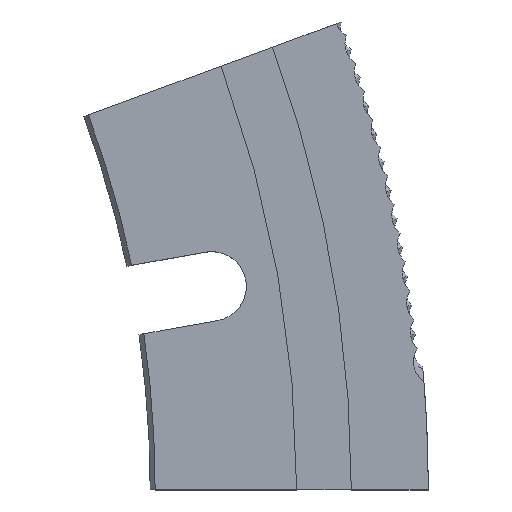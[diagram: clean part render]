
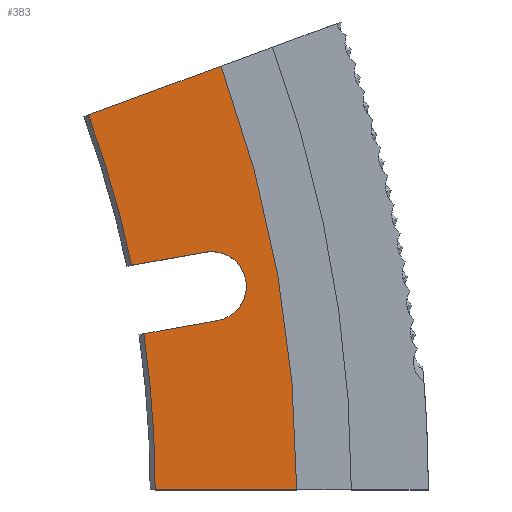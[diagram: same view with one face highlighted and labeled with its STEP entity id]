
A CAD part, top view. The second image highlights one B-rep face of the part: STEP entity #383.
In plain terms, the highlighted planar face has unit normal (0, 0, 1).
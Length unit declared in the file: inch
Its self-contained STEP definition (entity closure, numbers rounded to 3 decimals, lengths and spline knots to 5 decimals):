
#32 = ORIENTED_EDGE ( 'NONE', *, *, #609, .T. ) ;
#71 = VERTEX_POINT ( 'NONE', #1370 ) ;
#96 = EDGE_CURVE ( 'NONE', #71, #2067, #545, .T. ) ;
#103 = VERTEX_POINT ( 'NONE', #891 ) ;
#148 = ORIENTED_EDGE ( 'NONE', *, *, #1416, .T. ) ;
#181 = ORIENTED_EDGE ( 'NONE', *, *, #940, .F. ) ;
#190 = VERTEX_POINT ( 'NONE', #821 ) ;
#209 = DIRECTION ( 'NONE',  ( 1., 0., 0. ) ) ;
#279 = CIRCLE ( 'NONE', #1525, 0.21875 ) ;
#290 = VECTOR ( 'NONE', #591, 39.37008 ) ;
#324 = CIRCLE ( 'NONE', #2181, 0.21875 ) ;
#379 = VERTEX_POINT ( 'NONE', #1240 ) ;
#383 = ADVANCED_FACE ( 'NONE', ( #1615 ), #2108, .T. ) ;
#399 = ORIENTED_EDGE ( 'NONE', *, *, #914, .F. ) ;
#450 = CARTESIAN_POINT ( 'NONE',  ( 7.25977, 2.66799, 0. ) ) ;
#453 = ORIENTED_EDGE ( 'NONE', *, *, #2208, .T. ) ;
#468 = CARTESIAN_POINT ( 'NONE',  ( 0., 0., 0. ) ) ;
#545 = LINE ( 'NONE', #1219, #1146 ) ;
#591 = DIRECTION ( 'NONE',  ( -0.985, -0.175, 0. ) ) ;
#607 = DIRECTION ( 'NONE',  ( 0., 0., 1. ) ) ;
#609 = EDGE_CURVE ( 'NONE', #1196, #379, #962, .T. ) ;
#635 = LINE ( 'NONE', #658, #1118 ) ;
#658 = CARTESIAN_POINT ( 'NONE',  ( 7.23774, 1.06565, 0. ) ) ;
#659 = DIRECTION ( 'NONE',  ( 1., 0., 0. ) ) ;
#735 = CARTESIAN_POINT ( 'NONE',  ( 6.42346, 2.36064, 0. ) ) ;
#821 = CARTESIAN_POINT ( 'NONE',  ( 7.41817, 1.28102, 0. ) ) ;
#877 = ORIENTED_EDGE ( 'NONE', *, *, #1161, .F. ) ;
#891 = CARTESIAN_POINT ( 'NONE',  ( 7.23774, 1.06565, 0. ) ) ;
#914 = EDGE_CURVE ( 'NONE', #1022, #2067, #2176, .T. ) ;
#940 = EDGE_CURVE ( 'NONE', #190, #1290, #324, .T. ) ;
#945 = CARTESIAN_POINT ( 'NONE',  ( 0., 0., 0. ) ) ;
#962 = CIRCLE ( 'NONE', #2214, 6.8435 ) ;
#977 = DIRECTION ( 'NONE',  ( 1., 0., 0. ) ) ;
#997 = CARTESIAN_POINT ( 'NONE',  ( 7.19942, 1.28102, 0. ) ) ;
#1011 = ORIENTED_EDGE ( 'NONE', *, *, #1222, .F. ) ;
#1020 = CARTESIAN_POINT ( 'NONE',  ( 6.39436, 2.34995, 0. ) ) ;
#1022 = VERTEX_POINT ( 'NONE', #450 ) ;
#1084 = DIRECTION ( 'NONE',  ( 1., 0., 0. ) ) ;
#1118 = VECTOR ( 'NONE', #1805, 39.37008 ) ;
#1127 = DIRECTION ( 'NONE',  ( 1., 0., 0. ) ) ;
#1146 = VECTOR ( 'NONE', #209, 39.37008 ) ;
#1148 = CARTESIAN_POINT ( 'NONE',  ( 7.7345, 0., 0. ) ) ;
#1161 = EDGE_CURVE ( 'NONE', #1196, #1022, #1362, .T. ) ;
#1196 = VERTEX_POINT ( 'NONE', #735 ) ;
#1218 = AXIS2_PLACEMENT_3D ( 'NONE', #468, #2192, #1127 ) ;
#1219 = CARTESIAN_POINT ( 'NONE',  ( 6.8125, 0., 0. ) ) ;
#1222 = EDGE_CURVE ( 'NONE', #1290, #379, #1577, .T. ) ;
#1233 = CARTESIAN_POINT ( 'NONE',  ( 7.1611, 1.49639, 0. ) ) ;
#1240 = CARTESIAN_POINT ( 'NONE',  ( 6.69591, 1.41362, 0. ) ) ;
#1253 = DIRECTION ( 'NONE',  ( 0., 0., -1. ) ) ;
#1290 = VERTEX_POINT ( 'NONE', #1233 ) ;
#1299 = DIRECTION ( 'NONE',  ( 0., 0., -1. ) ) ;
#1355 = AXIS2_PLACEMENT_3D ( 'NONE', #945, #607, #1084 ) ;
#1362 = LINE ( 'NONE', #1020, #1747 ) ;
#1370 = CARTESIAN_POINT ( 'NONE',  ( 6.8435, 0., 0. ) ) ;
#1416 = EDGE_CURVE ( 'NONE', #103, #1831, #635, .T. ) ;
#1417 = CARTESIAN_POINT ( 'NONE',  ( 7.1611, 1.49639, 0. ) ) ;
#1418 = CARTESIAN_POINT ( 'NONE',  ( 0., 0., 0. ) ) ;
#1489 = DIRECTION ( 'NONE',  ( 0., 0., 1. ) ) ;
#1492 = ORIENTED_EDGE ( 'NONE', *, *, #96, .T. ) ;
#1525 = AXIS2_PLACEMENT_3D ( 'NONE', #1824, #1489, #977 ) ;
#1577 = LINE ( 'NONE', #1417, #290 ) ;
#1612 = CARTESIAN_POINT ( 'NONE',  ( 6.77255, 0.98288, 0. ) ) ;
#1615 = FACE_OUTER_BOUND ( 'NONE', #2120, .T. ) ;
#1647 = EDGE_CURVE ( 'NONE', #103, #190, #279, .T. ) ;
#1725 = DIRECTION ( 'NONE',  ( 0.939, 0.345, 0. ) ) ;
#1747 = VECTOR ( 'NONE', #1725, 39.37008 ) ;
#1785 = DIRECTION ( 'NONE',  ( 1., 0., 0. ) ) ;
#1801 = ORIENTED_EDGE ( 'NONE', *, *, #1647, .F. ) ;
#1805 = DIRECTION ( 'NONE',  ( -0.985, -0.175, 0. ) ) ;
#1824 = CARTESIAN_POINT ( 'NONE',  ( 7.19942, 1.28102, 0. ) ) ;
#1829 = DIRECTION ( 'NONE',  ( 0., 0., 1. ) ) ;
#1831 = VERTEX_POINT ( 'NONE', #1612 ) ;
#1986 = DIRECTION ( 'NONE',  ( 1., 0., 0. ) ) ;
#2066 = AXIS2_PLACEMENT_3D ( 'NONE', #1418, #1253, #1785 ) ;
#2067 = VERTEX_POINT ( 'NONE', #1148 ) ;
#2108 = PLANE ( 'NONE',  #1355 ) ;
#2120 = EDGE_LOOP ( 'NONE', ( #399, #877, #32, #1011, #181, #1801, #148, #453, #1492 ) ) ;
#2153 = CARTESIAN_POINT ( 'NONE',  ( 0., 0., 0. ) ) ;
#2171 = CIRCLE ( 'NONE', #2066, 6.8435 ) ;
#2176 = CIRCLE ( 'NONE', #1218, 7.7345 ) ;
#2181 = AXIS2_PLACEMENT_3D ( 'NONE', #997, #1829, #659 ) ;
#2192 = DIRECTION ( 'NONE',  ( 0., 0., -1. ) ) ;
#2208 = EDGE_CURVE ( 'NONE', #1831, #71, #2171, .T. ) ;
#2214 = AXIS2_PLACEMENT_3D ( 'NONE', #2153, #1299, #1986 ) ;
